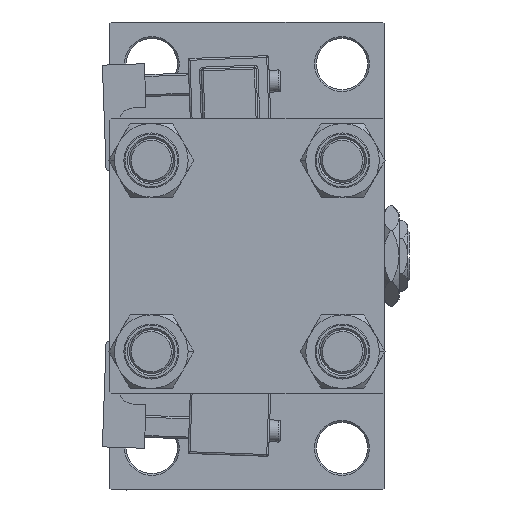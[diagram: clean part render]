
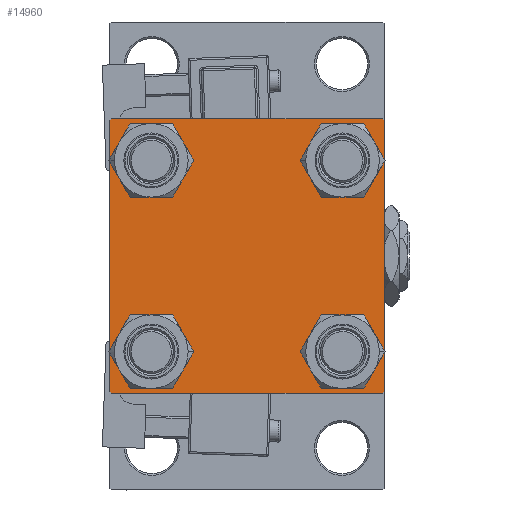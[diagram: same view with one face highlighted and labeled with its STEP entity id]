
A CAD part, left-side view. The second image highlights one B-rep face of the part: STEP entity #14960.
In plain terms, the highlighted planar face has unit normal (-1, 0, 0).
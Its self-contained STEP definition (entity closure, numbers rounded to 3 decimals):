
#111 = ORIENTED_EDGE ( 'NONE', *, *, #28017, .T. ) ;
#319 = CARTESIAN_POINT ( 'NONE',  ( 0., -37.5, 37. ) ) ;
#966 = ORIENTED_EDGE ( 'NONE', *, *, #2787, .T. ) ;
#1214 = LINE ( 'NONE', #8841, #41834 ) ;
#1578 = CARTESIAN_POINT ( 'NONE',  ( 0., 26.15, -32.65 ) ) ;
#1697 = DIRECTION ( 'NONE',  ( 0., 0., 1. ) ) ;
#1838 = LINE ( 'NONE', #33881, #47642 ) ;
#2128 = CARTESIAN_POINT ( 'NONE',  ( 0., -37., 37.5 ) ) ;
#2569 = VERTEX_POINT ( 'NONE', #319 ) ;
#2749 = DIRECTION ( 'NONE',  ( 0., 0., -1. ) ) ;
#2787 = EDGE_CURVE ( 'NONE', #26811, #9463, #27427, .T. ) ;
#4253 = DIRECTION ( 'NONE',  ( 0., -0.707, -0.707 ) ) ;
#4326 = CARTESIAN_POINT ( 'NONE',  ( 0., 26.15, 19.65 ) ) ;
#4799 = CARTESIAN_POINT ( 'NONE',  ( 0., 26.15, 32.65 ) ) ;
#5226 = DIRECTION ( 'NONE',  ( 0., 0., 1. ) ) ;
#5507 = VERTEX_POINT ( 'NONE', #2128 ) ;
#6072 = CARTESIAN_POINT ( 'NONE',  ( 0., 26.15, 26.15 ) ) ;
#6750 = CARTESIAN_POINT ( 'NONE',  ( 0., 37.5, 37.5 ) ) ;
#6772 = AXIS2_PLACEMENT_3D ( 'NONE', #8248, #51849, #19552 ) ;
#6802 = AXIS2_PLACEMENT_3D ( 'NONE', #32824, #21000, #5226 ) ;
#7012 = LINE ( 'NONE', #6750, #50579 ) ;
#7352 = EDGE_CURVE ( 'NONE', #43731, #20410, #30106, .T. ) ;
#7946 = EDGE_CURVE ( 'NONE', #16757, #39779, #1214, .T. ) ;
#8050 = CIRCLE ( 'NONE', #40766, 6.5 ) ;
#8248 = CARTESIAN_POINT ( 'NONE',  ( 0., 0., 0. ) ) ;
#8841 = CARTESIAN_POINT ( 'NONE',  ( 0., -37.25, -37.25 ) ) ;
#9190 = EDGE_CURVE ( 'NONE', #2569, #5507, #27749, .T. ) ;
#9463 = VERTEX_POINT ( 'NONE', #4799 ) ;
#9722 = CARTESIAN_POINT ( 'NONE',  ( 0., -26.15, 26.15 ) ) ;
#9980 = VERTEX_POINT ( 'NONE', #41483 ) ;
#10006 = EDGE_CURVE ( 'NONE', #9980, #16757, #1838, .T. ) ;
#10335 = EDGE_CURVE ( 'NONE', #2569, #39779, #23484, .T. ) ;
#10960 = CARTESIAN_POINT ( 'NONE',  ( 0., 26.15, -26.15 ) ) ;
#11919 = CARTESIAN_POINT ( 'NONE',  ( 0., -37.5, 37.5 ) ) ;
#11931 = FACE_OUTER_BOUND ( 'NONE', #14157, .T. ) ;
#12003 = CARTESIAN_POINT ( 'NONE',  ( 0., -26.15, 32.65 ) ) ;
#12929 = DIRECTION ( 'NONE',  ( 1., 0., 0. ) ) ;
#14157 = EDGE_LOOP ( 'NONE', ( #39840, #21796, #31285, #25710, #28384, #22867, #39865, #50151 ) ) ;
#14289 = EDGE_LOOP ( 'NONE', ( #44138, #43880 ) ) ;
#14328 = VECTOR ( 'NONE', #4253, 1000. ) ;
#14960 = ADVANCED_FACE ( 'NONE', ( #28216, #43432, #27962, #48172, #11931 ), #40008, .T. ) ;
#15249 = AXIS2_PLACEMENT_3D ( 'NONE', #50021, #21140, #1697 ) ;
#16016 = VERTEX_POINT ( 'NONE', #16916 ) ;
#16057 = CARTESIAN_POINT ( 'NONE',  ( 0., -26.15, -32.65 ) ) ;
#16245 = ORIENTED_EDGE ( 'NONE', *, *, #50653, .T. ) ;
#16602 = EDGE_CURVE ( 'NONE', #31965, #16016, #29475, .T. ) ;
#16732 = EDGE_LOOP ( 'NONE', ( #38288, #111 ) ) ;
#16757 = VERTEX_POINT ( 'NONE', #43732 ) ;
#16916 = CARTESIAN_POINT ( 'NONE',  ( 0., -26.15, -19.65 ) ) ;
#18730 = LINE ( 'NONE', #46553, #32289 ) ;
#18804 = EDGE_CURVE ( 'NONE', #43731, #5507, #7012, .T. ) ;
#19085 = DIRECTION ( 'NONE',  ( 0., 0.707, 0.707 ) ) ;
#19373 = EDGE_LOOP ( 'NONE', ( #16245, #43513 ) ) ;
#19507 = CARTESIAN_POINT ( 'NONE',  ( 0., 26.15, -19.65 ) ) ;
#19552 = DIRECTION ( 'NONE',  ( 0., 0., 1. ) ) ;
#19619 = DIRECTION ( 'NONE',  ( 0., -1., 0. ) ) ;
#20276 = EDGE_CURVE ( 'NONE', #49367, #45302, #20385, .T. ) ;
#20385 = CIRCLE ( 'NONE', #15249, 6.5 ) ;
#20410 = VERTEX_POINT ( 'NONE', #22437 ) ;
#20534 = LINE ( 'NONE', #20801, #14328 ) ;
#20801 = CARTESIAN_POINT ( 'NONE',  ( 0., 37.25, -37.25 ) ) ;
#21000 = DIRECTION ( 'NONE',  ( 1., 0., 0. ) ) ;
#21022 = DIRECTION ( 'NONE',  ( 0., 0., 1. ) ) ;
#21140 = DIRECTION ( 'NONE',  ( 1., 0., 0. ) ) ;
#21640 = CARTESIAN_POINT ( 'NONE',  ( 0., -26.15, -26.15 ) ) ;
#21796 = ORIENTED_EDGE ( 'NONE', *, *, #41431, .T. ) ;
#22354 = CIRCLE ( 'NONE', #29066, 6.5 ) ;
#22437 = CARTESIAN_POINT ( 'NONE',  ( 0., 37.5, 37. ) ) ;
#22455 = AXIS2_PLACEMENT_3D ( 'NONE', #21640, #46055, #22681 ) ;
#22681 = DIRECTION ( 'NONE',  ( 0., 0., 1. ) ) ;
#22867 = ORIENTED_EDGE ( 'NONE', *, *, #9190, .T. ) ;
#23484 = LINE ( 'NONE', #11919, #24222 ) ;
#24118 = EDGE_LOOP ( 'NONE', ( #41218, #966 ) ) ;
#24222 = VECTOR ( 'NONE', #2749, 1000. ) ;
#25105 = EDGE_CURVE ( 'NONE', #20410, #33492, #18730, .T. ) ;
#25710 = ORIENTED_EDGE ( 'NONE', *, *, #7946, .T. ) ;
#26014 = DIRECTION ( 'NONE',  ( 0., 0., 1. ) ) ;
#26811 = VERTEX_POINT ( 'NONE', #4326 ) ;
#27427 = CIRCLE ( 'NONE', #49188, 6.5 ) ;
#27749 = LINE ( 'NONE', #35613, #33405 ) ;
#27856 = CARTESIAN_POINT ( 'NONE',  ( 0., -26.15, 19.65 ) ) ;
#27962 = FACE_BOUND ( 'NONE', #19373, .T. ) ;
#28017 = EDGE_CURVE ( 'NONE', #42601, #50725, #22354, .T. ) ;
#28043 = CARTESIAN_POINT ( 'NONE',  ( 0., 37.5, -37. ) ) ;
#28216 = FACE_BOUND ( 'NONE', #16732, .T. ) ;
#28384 = ORIENTED_EDGE ( 'NONE', *, *, #10335, .F. ) ;
#29066 = AXIS2_PLACEMENT_3D ( 'NONE', #50787, #30830, #46832 ) ;
#29475 = CIRCLE ( 'NONE', #6802, 6.5 ) ;
#30106 = LINE ( 'NONE', #38479, #38458 ) ;
#30830 = DIRECTION ( 'NONE',  ( 1., 0., 0. ) ) ;
#31271 = EDGE_CURVE ( 'NONE', #50725, #42601, #8050, .T. ) ;
#31285 = ORIENTED_EDGE ( 'NONE', *, *, #10006, .T. ) ;
#31965 = VERTEX_POINT ( 'NONE', #16057 ) ;
#32289 = VECTOR ( 'NONE', #50510, 1000. ) ;
#32824 = CARTESIAN_POINT ( 'NONE',  ( 0., -26.15, -26.15 ) ) ;
#33405 = VECTOR ( 'NONE', #19085, 1000. ) ;
#33492 = VERTEX_POINT ( 'NONE', #28043 ) ;
#33881 = CARTESIAN_POINT ( 'NONE',  ( 0., 37.5, -37.5 ) ) ;
#34044 = EDGE_CURVE ( 'NONE', #16016, #31965, #41708, .T. ) ;
#35120 = AXIS2_PLACEMENT_3D ( 'NONE', #40962, #44117, #21022 ) ;
#35613 = CARTESIAN_POINT ( 'NONE',  ( 0., -37.25, 37.25 ) ) ;
#36636 = EDGE_CURVE ( 'NONE', #9463, #26811, #41785, .T. ) ;
#37037 = DIRECTION ( 'NONE',  ( 0., -1., 0. ) ) ;
#37450 = DIRECTION ( 'NONE',  ( 0., -0.707, 0.707 ) ) ;
#38221 = DIRECTION ( 'NONE',  ( 0., 0.707, -0.707 ) ) ;
#38288 = ORIENTED_EDGE ( 'NONE', *, *, #31271, .T. ) ;
#38458 = VECTOR ( 'NONE', #38221, 1000. ) ;
#38479 = CARTESIAN_POINT ( 'NONE',  ( 0., 37.25, 37.25 ) ) ;
#38539 = DIRECTION ( 'NONE',  ( 0., 0., 1. ) ) ;
#39779 = VERTEX_POINT ( 'NONE', #45989 ) ;
#39840 = ORIENTED_EDGE ( 'NONE', *, *, #25105, .T. ) ;
#39865 = ORIENTED_EDGE ( 'NONE', *, *, #18804, .F. ) ;
#40008 = PLANE ( 'NONE',  #6772 ) ;
#40766 = AXIS2_PLACEMENT_3D ( 'NONE', #9722, #42266, #26014 ) ;
#40962 = CARTESIAN_POINT ( 'NONE',  ( 0., 26.15, 26.15 ) ) ;
#41218 = ORIENTED_EDGE ( 'NONE', *, *, #36636, .T. ) ;
#41431 = EDGE_CURVE ( 'NONE', #33492, #9980, #20534, .T. ) ;
#41483 = CARTESIAN_POINT ( 'NONE',  ( 0., 37., -37.5 ) ) ;
#41635 = CARTESIAN_POINT ( 'NONE',  ( 0., 37., 37.5 ) ) ;
#41708 = CIRCLE ( 'NONE', #22455, 6.5 ) ;
#41785 = CIRCLE ( 'NONE', #35120, 6.5 ) ;
#41834 = VECTOR ( 'NONE', #37450, 1000. ) ;
#42266 = DIRECTION ( 'NONE',  ( 1., 0., 0. ) ) ;
#42601 = VERTEX_POINT ( 'NONE', #27856 ) ;
#42733 = DIRECTION ( 'NONE',  ( 1., 0., 0. ) ) ;
#43432 = FACE_BOUND ( 'NONE', #14289, .T. ) ;
#43513 = ORIENTED_EDGE ( 'NONE', *, *, #20276, .T. ) ;
#43731 = VERTEX_POINT ( 'NONE', #41635 ) ;
#43732 = CARTESIAN_POINT ( 'NONE',  ( 0., -37., -37.5 ) ) ;
#43880 = ORIENTED_EDGE ( 'NONE', *, *, #16602, .T. ) ;
#44117 = DIRECTION ( 'NONE',  ( 1., 0., 0. ) ) ;
#44138 = ORIENTED_EDGE ( 'NONE', *, *, #34044, .T. ) ;
#45302 = VERTEX_POINT ( 'NONE', #19507 ) ;
#45989 = CARTESIAN_POINT ( 'NONE',  ( 0., -37.5, -37. ) ) ;
#46055 = DIRECTION ( 'NONE',  ( 1., 0., 0. ) ) ;
#46553 = CARTESIAN_POINT ( 'NONE',  ( 0., 37.5, 37.5 ) ) ;
#46832 = DIRECTION ( 'NONE',  ( 0., 0., 1. ) ) ;
#47642 = VECTOR ( 'NONE', #37037, 1000. ) ;
#48172 = FACE_BOUND ( 'NONE', #24118, .T. ) ;
#48902 = DIRECTION ( 'NONE',  ( 0., 0., 1. ) ) ;
#49188 = AXIS2_PLACEMENT_3D ( 'NONE', #6072, #12929, #48902 ) ;
#49367 = VERTEX_POINT ( 'NONE', #1578 ) ;
#49677 = CIRCLE ( 'NONE', #50514, 6.5 ) ;
#50021 = CARTESIAN_POINT ( 'NONE',  ( 0., 26.15, -26.15 ) ) ;
#50151 = ORIENTED_EDGE ( 'NONE', *, *, #7352, .T. ) ;
#50510 = DIRECTION ( 'NONE',  ( 0., 0., -1. ) ) ;
#50514 = AXIS2_PLACEMENT_3D ( 'NONE', #10960, #42733, #38539 ) ;
#50579 = VECTOR ( 'NONE', #19619, 1000. ) ;
#50653 = EDGE_CURVE ( 'NONE', #45302, #49367, #49677, .T. ) ;
#50725 = VERTEX_POINT ( 'NONE', #12003 ) ;
#50787 = CARTESIAN_POINT ( 'NONE',  ( 0., -26.15, 26.15 ) ) ;
#51849 = DIRECTION ( 'NONE',  ( -1., 0., 0. ) ) ;
